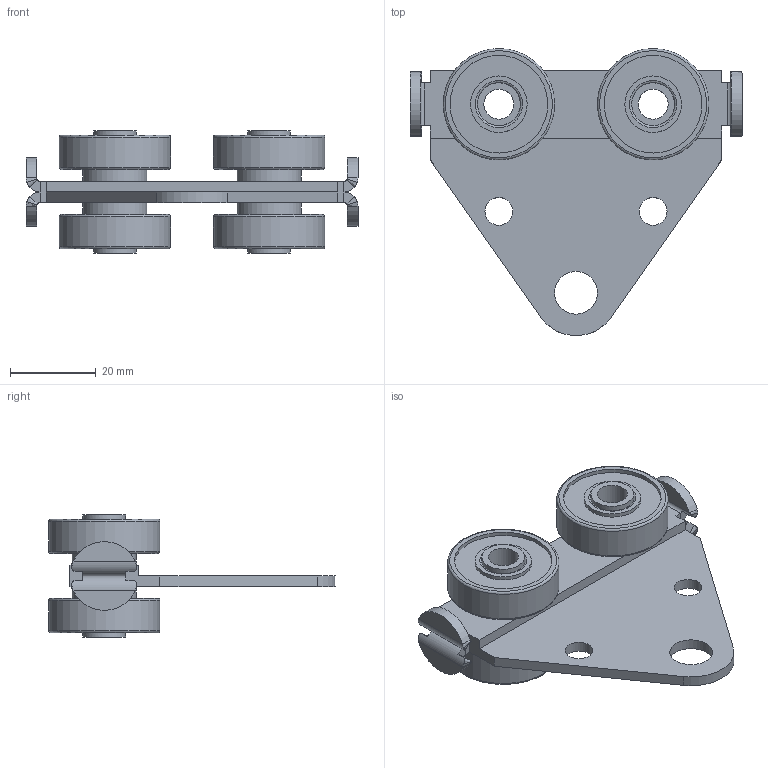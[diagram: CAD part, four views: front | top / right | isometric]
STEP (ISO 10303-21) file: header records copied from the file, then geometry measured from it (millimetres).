
FILE_DESCRIPTION(('STEP AP203'), '1');
FILE_NAME('ÐË313.050.RC35.00.000 Òåëåæêà RC35 ñ îòâåðñòèåì çàêðóãëåííàÿ', '', ('UNSPECIFIED'), ('UNSPECIFIED'), 'ASCON STEP Converter 1.3', 'ASCON Math Kernel', '');
FILE_SCHEMA(('CONFIG_CONTROL_DESIGN'));
Length unit declared in the file: millimetre
Products named in the file (1): 倓313.050.RC35.00.000
Bounding box: 77.5 x 66.96 x 28.5 mm (x, y, z)
Volume: 25931.9 mm3; surface area: 16232.2 mm2
Topology: 1 solids, 1 shells, 162 faces, 353 edges, 222 vertices
Faces by surface type: plane 80, cylinder 54, bspline 16, torus 12
Full cylindrical faces by diameter (mm): 6.5 x2, 7 x2, 10 x5, 13.2 x8, 15 x4, 22.8 x8, 26 x4
Entity records: 6024 total; most frequent: CARTESIAN_POINT 1293, DIRECTION 694, ORIENTED_EDGE 616, EDGE_CURVE 308, AXIS2_PLACEMENT_3D 271, EDGE_LOOP 246, VERTEX_POINT 222, FACE_BOUND 164
